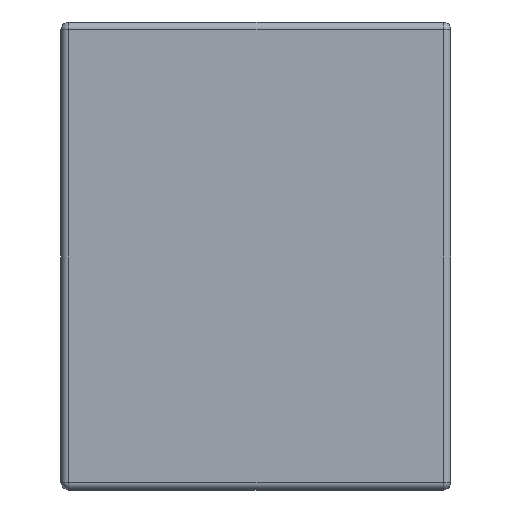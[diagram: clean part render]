
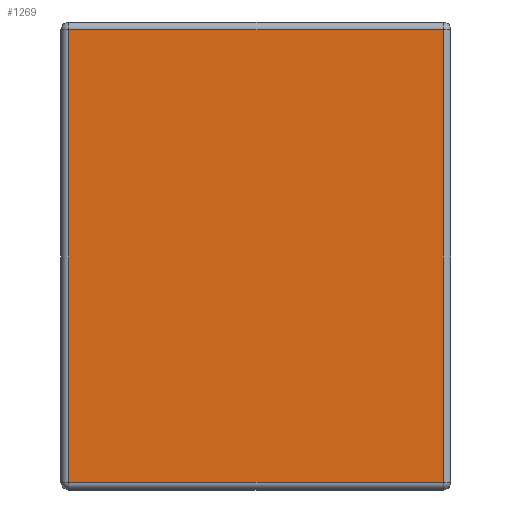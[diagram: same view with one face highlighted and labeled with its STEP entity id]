
A CAD part, left-side view. The second image highlights one B-rep face of the part: STEP entity #1269.
In plain terms, the highlighted planar face has unit normal (-1, 0, 0).
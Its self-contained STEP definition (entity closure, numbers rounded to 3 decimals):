
#842 = VERTEX_POINT('',#843);
#843 = CARTESIAN_POINT('',(-0.5,-0.24,0.01));
#850 = EDGE_CURVE('',#842,#851,#853,.T.);
#851 = VERTEX_POINT('',#852);
#852 = CARTESIAN_POINT('',(-0.5,0.24,0.01));
#853 = LINE('',#854,#855);
#854 = CARTESIAN_POINT('',(-0.5,-0.25,0.01));
#855 = VECTOR('',#856,1.);
#856 = DIRECTION('',(0.,1.,0.));
#906 = VERTEX_POINT('',#907);
#907 = CARTESIAN_POINT('',(-0.5,-0.24,0.59));
#914 = EDGE_CURVE('',#906,#842,#915,.T.);
#915 = LINE('',#916,#917);
#916 = CARTESIAN_POINT('',(-0.5,-0.24,0.3));
#917 = VECTOR('',#918,1.);
#918 = DIRECTION('',(0.,0.,-1.));
#960 = VERTEX_POINT('',#961);
#961 = CARTESIAN_POINT('',(-0.5,0.24,0.59));
#968 = EDGE_CURVE('',#960,#906,#969,.T.);
#969 = LINE('',#970,#971);
#970 = CARTESIAN_POINT('',(-0.5,-0.25,0.59));
#971 = VECTOR('',#972,1.);
#972 = DIRECTION('',(0.,-1.,0.));
#1020 = EDGE_CURVE('',#851,#960,#1021,.T.);
#1021 = LINE('',#1022,#1023);
#1022 = CARTESIAN_POINT('',(-0.5,0.24,0.3));
#1023 = VECTOR('',#1024,1.);
#1024 = DIRECTION('',(0.,0.,1.));
#1269 = ADVANCED_FACE('',(#1270),#1276,.T.);
#1270 = FACE_BOUND('',#1271,.T.);
#1271 = EDGE_LOOP('',(#1272,#1273,#1274,#1275));
#1272 = ORIENTED_EDGE('',*,*,#1020,.F.);
#1273 = ORIENTED_EDGE('',*,*,#850,.F.);
#1274 = ORIENTED_EDGE('',*,*,#914,.F.);
#1275 = ORIENTED_EDGE('',*,*,#968,.F.);
#1276 = PLANE('',#1277);
#1277 = AXIS2_PLACEMENT_3D('',#1278,#1279,#1280);
#1278 = CARTESIAN_POINT('',(-0.5,-0.25,0.3));
#1279 = DIRECTION('',(-1.,0.,0.));
#1280 = DIRECTION('',(0.,0.,1.));
